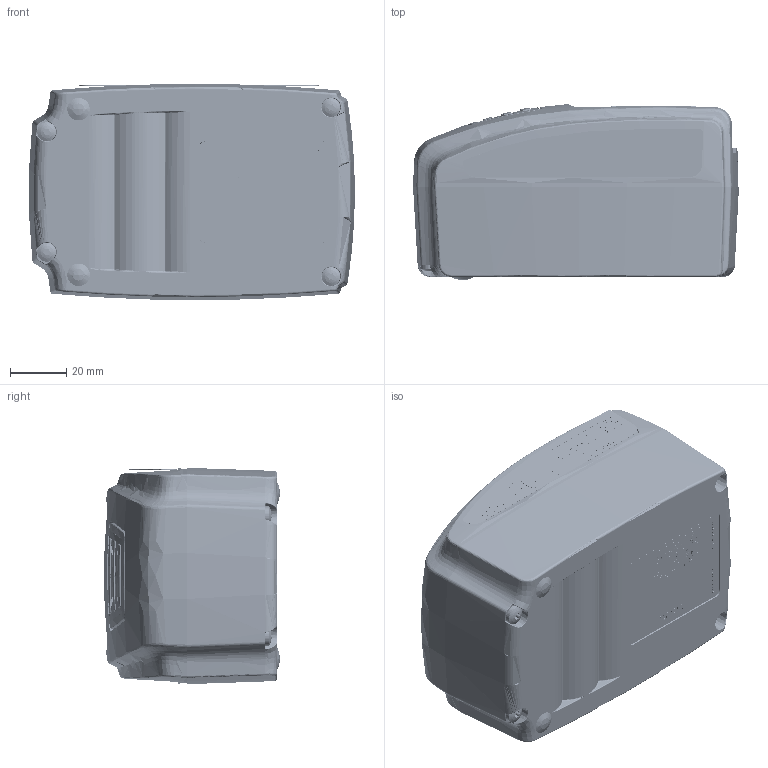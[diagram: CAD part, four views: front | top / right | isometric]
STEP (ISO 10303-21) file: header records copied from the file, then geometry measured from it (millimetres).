
FILE_DESCRIPTION((''),'2;1');
FILE_NAME('6158119240_ASM','2014-01-24T',('gredh'),(''),'PRO/ENGINEER BY PARAMETRIC TECHNOLOGY CORPORATION, 2013330','PRO/ENGINEER BY PARAMETRIC TECHNOLOGY CORPORATION, 2013330','');
FILE_SCHEMA(('AUTOMOTIVE_DESIGN_CC2 { 1 2 10303 214 -1 1 5 2 }'));
Length unit declared in the file: millimetre
Products named in the file (8): 6155653100; 6153121010; 6155653140; 0226330004; 6158716000; 6158716010; 6158716020; 6158119240_ASM
Assembly tree (10 placements, depth 2):
  6158119240_ASM
    6155653100
    6153121010
    6155653140
    0226330004  x4
    6158716000
    6158716010
    6158716020
Bounding box: 116.15 x 62.71 x 77.1 mm (x, y, z)
Volume: 126775.6 mm3; surface area: 110080.3 mm2
Topology: 16 solids, 16 shells, 7379 faces, 19981 edges, 12707 vertices
Faces by surface type: extrusion 2505, plane 2232, bspline 1152, cylinder 978, sphere 224, cone 172, torus 115, revolution 1
Entity records: 335806 total; most frequent: CARTESIAN_POINT 119296, ORIENTED_EDGE 39144, DIRECTION 21958, EDGE_CURVE 19572, PRESENTATION_STYLE_ASSIGNMENT 17611, STYLED_ITEM 17383, CURVE_STYLE 17316, VERTEX_POINT 12599
